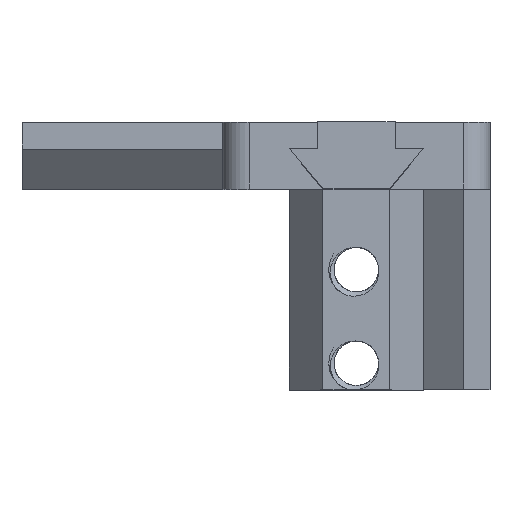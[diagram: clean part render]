
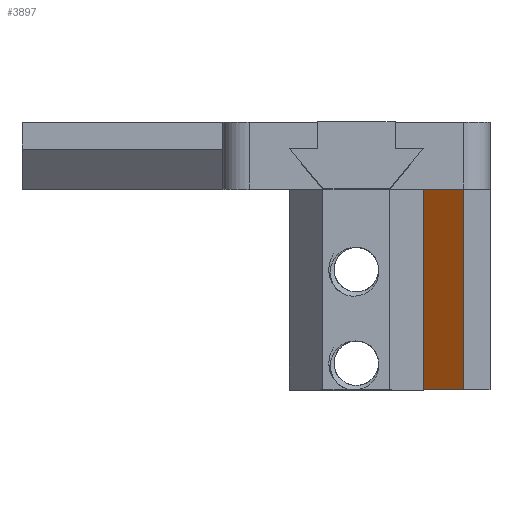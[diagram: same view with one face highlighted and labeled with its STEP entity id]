
A CAD part, top view. The second image highlights one B-rep face of the part: STEP entity #3897.
In plain terms, the highlighted planar face has unit normal (-0.64, 0, 0.768).
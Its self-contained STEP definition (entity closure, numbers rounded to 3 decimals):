
#62=PLANE('',#4123);
#213=FACE_OUTER_BOUND('',#406,.T.);
#406=EDGE_LOOP('',(#2989,#2990,#2991,#2992));
#983=LINE('',#8519,#1221);
#1005=LINE('',#10943,#1243);
#1006=LINE('',#10945,#1244);
#1007=LINE('',#10946,#1245);
#1221=VECTOR('',#4541,10.);
#1243=VECTOR('',#4597,10.);
#1244=VECTOR('',#4598,10.);
#1245=VECTOR('',#4599,10.);
#1631=VERTEX_POINT('',#8517);
#1632=VERTEX_POINT('',#8518);
#1677=VERTEX_POINT('',#10942);
#1678=VERTEX_POINT('',#10944);
#2128=EDGE_CURVE('',#1631,#1632,#983,.T.);
#2199=EDGE_CURVE('',#1632,#1677,#1005,.T.);
#2200=EDGE_CURVE('',#1678,#1677,#1006,.T.);
#2201=EDGE_CURVE('',#1631,#1678,#1007,.T.);
#2989=ORIENTED_EDGE('',*,*,#2128,.T.);
#2990=ORIENTED_EDGE('',*,*,#2199,.T.);
#2991=ORIENTED_EDGE('',*,*,#2200,.F.);
#2992=ORIENTED_EDGE('',*,*,#2201,.F.);
#3897=ADVANCED_FACE('',(#213),#62,.F.);
#4123=AXIS2_PLACEMENT_3D('',#10941,#4595,#4596);
#4541=DIRECTION('',(0.768,0.,0.64));
#4595=DIRECTION('center_axis',(0.64,0.,-0.768));
#4596=DIRECTION('ref_axis',(-0.768,0.,-0.64));
#4597=DIRECTION('',(0.,1.,0.));
#4598=DIRECTION('',(0.768,0.,0.64));
#4599=DIRECTION('',(0.,1.,0.));
#8517=CARTESIAN_POINT('',(5.,-20.,2.5));
#8518=CARTESIAN_POINT('',(8.,-20.,5.));
#8519=CARTESIAN_POINT('',(5.393,-20.,2.828));
#10941=CARTESIAN_POINT('Origin',(8.,-20.,5.));
#10942=CARTESIAN_POINT('',(8.,-5.,5.));
#10943=CARTESIAN_POINT('',(8.,-20.,5.));
#10944=CARTESIAN_POINT('',(5.,-5.,2.5));
#10945=CARTESIAN_POINT('',(4.41,-5.,2.008));
#10946=CARTESIAN_POINT('',(5.,-20.,2.5));
